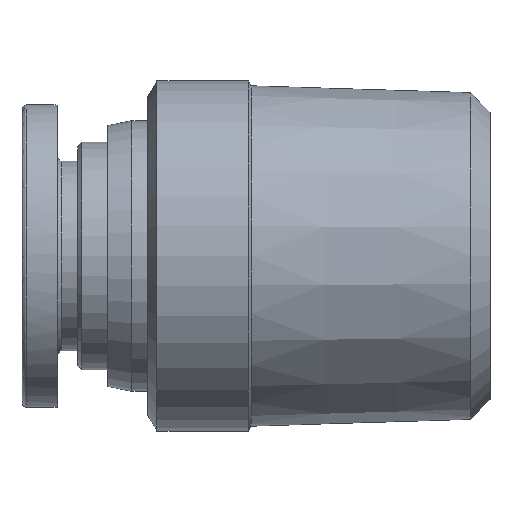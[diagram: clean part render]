
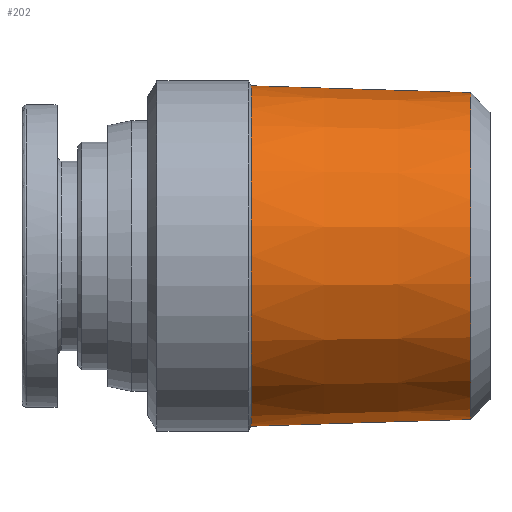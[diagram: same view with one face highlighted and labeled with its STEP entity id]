
A CAD part, top view. The second image highlights one B-rep face of the part: STEP entity #202.
In plain terms, the highlighted conical face has half-angle 1.776 degrees and reference radius 10.457 mm.
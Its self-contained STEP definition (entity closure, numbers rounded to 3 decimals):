
#151=CARTESIAN_POINT('',(9.,10.69,0.0));
#152=VERTEX_POINT('',#151);
#153=CARTESIAN_POINT('',(9.,0.,0.0));
#154=DIRECTION('',(1.0,0.0,0.0));
#155=DIRECTION('',(0.0,1.0,0.0));
#156=AXIS2_PLACEMENT_3D('',#153,#154,#155);
#157=CIRCLE('',#156,10.69);
#158=EDGE_CURVE('',#152,#152,#157,.T.);
#168=CARTESIAN_POINT('',(22.801,10.262,0.));
#169=VERTEX_POINT('',#168);
#170=CARTESIAN_POINT('',(22.801,0.,0.));
#171=DIRECTION('',(1.0,0.0,0.0));
#172=DIRECTION('',(0.0,-1.0,0.0));
#173=AXIS2_PLACEMENT_3D('',#170,#171,#172);
#174=CIRCLE('',#173,10.262);
#175=EDGE_CURVE('',#169,#169,#174,.T.);
#191=CARTESIAN_POINT('',(16.5,0.,0.0));
#192=DIRECTION('',(-1.0,0.,0.0));
#193=DIRECTION('',(0.0,1.0,0.0));
#194=AXIS2_PLACEMENT_3D('',#191,#192,#193);
#195=CONICAL_SURFACE('',#194,10.458,1.776);
#196=ORIENTED_EDGE('',*,*,#158,.T.);
#197=EDGE_LOOP('',(#196));
#198=FACE_OUTER_BOUND('',#197,.T.);
#199=ORIENTED_EDGE('',*,*,#175,.F.);
#200=EDGE_LOOP('',(#199));
#201=FACE_BOUND('',#200,.T.);
#202=ADVANCED_FACE('',(#198,#201),#195,.T.);
